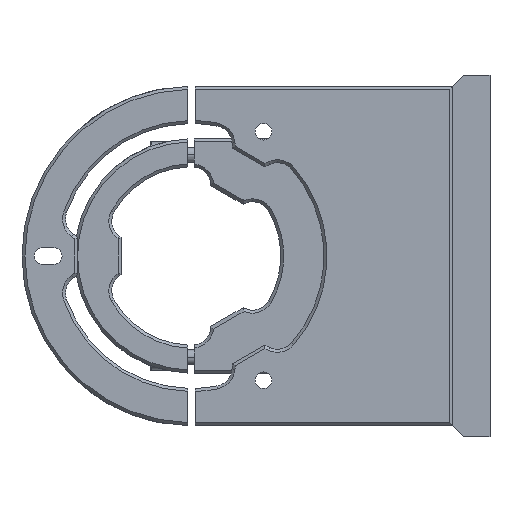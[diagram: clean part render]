
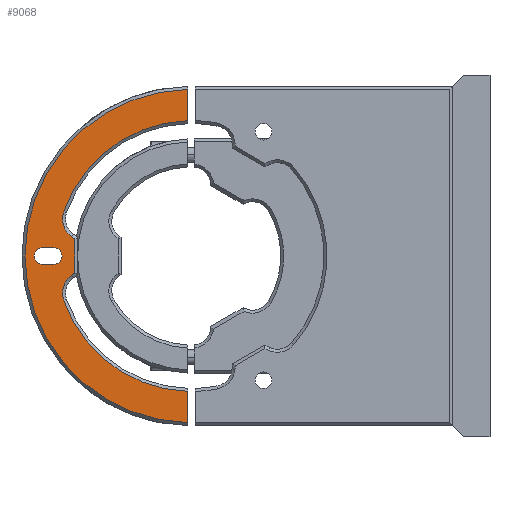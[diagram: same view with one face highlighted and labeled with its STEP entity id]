
A CAD part, left-side view. The second image highlights one B-rep face of the part: STEP entity #9068.
In plain terms, the highlighted planar face has unit normal (-1, 0, 0).
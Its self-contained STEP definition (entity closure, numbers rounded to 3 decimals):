
#77 = VECTOR ( 'NONE', #7031, 1000. ) ;
#95 = ORIENTED_EDGE ( 'NONE', *, *, #4006, .T. ) ;
#102 = VERTEX_POINT ( 'NONE', #7505 ) ;
#205 = VERTEX_POINT ( 'NONE', #8443 ) ;
#254 = DIRECTION ( 'NONE',  ( 1., 0., 0. ) ) ;
#259 = AXIS2_PLACEMENT_3D ( 'NONE', #2860, #1231, #7552 ) ;
#306 = CARTESIAN_POINT ( 'NONE',  ( 0., 37.773, 4.584 ) ) ;
#587 = CARTESIAN_POINT ( 'NONE',  ( 0., 46.473, 2.25 ) ) ;
#600 = CARTESIAN_POINT ( 'NONE',  ( 0., 46.473, -2.25 ) ) ;
#711 = CARTESIAN_POINT ( 'NONE',  ( 0., 43.473, 0. ) ) ;
#785 = CIRCLE ( 'NONE', #1620, 36.3 ) ;
#829 = CARTESIAN_POINT ( 'NONE',  ( 0., 40.792, 11.828 ) ) ;
#928 = VECTOR ( 'NONE', #1294, 1000. ) ;
#974 = CARTESIAN_POINT ( 'NONE',  ( 0., 7.473, -36.286 ) ) ;
#1103 = LINE ( 'NONE', #5661, #6871 ) ;
#1130 = VERTEX_POINT ( 'NONE', #8502 ) ;
#1231 = DIRECTION ( 'NONE',  ( 1., 0., 0. ) ) ;
#1294 = DIRECTION ( 'NONE',  ( 0., 0., 1. ) ) ;
#1357 = CARTESIAN_POINT ( 'NONE',  ( 0., 7.473, 66.927 ) ) ;
#1445 = DIRECTION ( 'NONE',  ( -1., 0., 0. ) ) ;
#1474 = CARTESIAN_POINT ( 'NONE',  ( 0., 46.473, 0. ) ) ;
#1570 = EDGE_CURVE ( 'NONE', #7907, #5103, #1749, .T. ) ;
#1576 = DIRECTION ( 'NONE',  ( -1., 0., 0. ) ) ;
#1620 = AXIS2_PLACEMENT_3D ( 'NONE', #5390, #9440, #6133 ) ;
#1682 = AXIS2_PLACEMENT_3D ( 'NONE', #5050, #7330, #6560 ) ;
#1701 = CIRCLE ( 'NONE', #9701, 36.3 ) ;
#1742 = ORIENTED_EDGE ( 'NONE', *, *, #7733, .T. ) ;
#1749 = LINE ( 'NONE', #9890, #8344 ) ;
#1775 = FACE_OUTER_BOUND ( 'NONE', #7220, .T. ) ;
#1853 = EDGE_CURVE ( 'NONE', #102, #3476, #6702, .T. ) ;
#1873 = VECTOR ( 'NONE', #5170, 1000. ) ;
#1948 = EDGE_CURVE ( 'NONE', #2480, #3977, #1103, .T. ) ;
#2009 = CARTESIAN_POINT ( 'NONE',  ( 0., 43.473, 2.25 ) ) ;
#2096 = ORIENTED_EDGE ( 'NONE', *, *, #9883, .T. ) ;
#2154 = CARTESIAN_POINT ( 'NONE',  ( 0., 6.473, 0. ) ) ;
#2372 = ORIENTED_EDGE ( 'NONE', *, *, #3764, .T. ) ;
#2480 = VERTEX_POINT ( 'NONE', #3511 ) ;
#2761 = CARTESIAN_POINT ( 'NONE',  ( 0., 37.432, -4.345 ) ) ;
#2821 = LINE ( 'NONE', #2975, #928 ) ;
#2860 = CARTESIAN_POINT ( 'NONE',  ( 0., 35.309, 9.938 ) ) ;
#2945 = VERTEX_POINT ( 'NONE', #6985 ) ;
#2972 = ORIENTED_EDGE ( 'NONE', *, *, #8311, .T. ) ;
#2975 = CARTESIAN_POINT ( 'NONE',  ( 0., 37.773, 5. ) ) ;
#3016 = DIRECTION ( 'NONE',  ( 0., 0., -1. ) ) ;
#3030 = AXIS2_PLACEMENT_3D ( 'NONE', #1474, #1576, #9350 ) ;
#3151 = DIRECTION ( 'NONE',  ( 0., 1., 0. ) ) ;
#3201 = VERTEX_POINT ( 'NONE', #2009 ) ;
#3316 = ORIENTED_EDGE ( 'NONE', *, *, #1948, .T. ) ;
#3476 = VERTEX_POINT ( 'NONE', #8878 ) ;
#3511 = CARTESIAN_POINT ( 'NONE',  ( 0., 7.473, -44.689 ) ) ;
#3764 = EDGE_CURVE ( 'NONE', #3977, #1130, #1701, .T. ) ;
#3779 = ORIENTED_EDGE ( 'NONE', *, *, #1570, .T. ) ;
#3894 = LINE ( 'NONE', #587, #6698 ) ;
#3977 = VERTEX_POINT ( 'NONE', #974 ) ;
#3982 = CARTESIAN_POINT ( 'NONE',  ( 0., 37.773, -4.584 ) ) ;
#4006 = EDGE_CURVE ( 'NONE', #2945, #6682, #5844, .T. ) ;
#4071 = ORIENTED_EDGE ( 'NONE', *, *, #7663, .T. ) ;
#4072 = CARTESIAN_POINT ( 'NONE',  ( 0., 6.473, 0. ) ) ;
#4120 = ORIENTED_EDGE ( 'NONE', *, *, #10062, .F. ) ;
#4187 = PLANE ( 'NONE',  #4283 ) ;
#4251 = CIRCLE ( 'NONE', #10069, 2.25 ) ;
#4283 = AXIS2_PLACEMENT_3D ( 'NONE', #6481, #254, #4295 ) ;
#4295 = DIRECTION ( 'NONE',  ( 0., 0., -1. ) ) ;
#4416 = CIRCLE ( 'NONE', #9723, 44.7 ) ;
#4522 = VERTEX_POINT ( 'NONE', #5205 ) ;
#4587 = LINE ( 'NONE', #600, #77 ) ;
#4644 = VECTOR ( 'NONE', #4765, 1000. ) ;
#4765 = DIRECTION ( 'NONE',  ( 0., 0., 1. ) ) ;
#4836 = ORIENTED_EDGE ( 'NONE', *, *, #9250, .T. ) ;
#4956 = DIRECTION ( 'NONE',  ( -1., 0., 0. ) ) ;
#5005 = ORIENTED_EDGE ( 'NONE', *, *, #5210, .T. ) ;
#5048 = EDGE_CURVE ( 'NONE', #205, #3201, #4251, .T. ) ;
#5050 = CARTESIAN_POINT ( 'NONE',  ( 0., 35.309, -9.938 ) ) ;
#5103 = VERTEX_POINT ( 'NONE', #8539 ) ;
#5170 = DIRECTION ( 'NONE',  ( 0., -0.819, 0.574 ) ) ;
#5205 = CARTESIAN_POINT ( 'NONE',  ( 0., 7.473, 36.286 ) ) ;
#5210 = EDGE_CURVE ( 'NONE', #9623, #2480, #4416, .T. ) ;
#5390 = CARTESIAN_POINT ( 'NONE',  ( 0., 6.473, 0. ) ) ;
#5661 = CARTESIAN_POINT ( 'NONE',  ( 0., 7.473, 66.927 ) ) ;
#5844 = LINE ( 'NONE', #2761, #1873 ) ;
#6133 = DIRECTION ( 'NONE',  ( 0., 0., -1. ) ) ;
#6481 = CARTESIAN_POINT ( 'NONE',  ( 0., 6.473, 0. ) ) ;
#6560 = DIRECTION ( 'NONE',  ( 0., 0., -1. ) ) ;
#6584 = EDGE_LOOP ( 'NONE', ( #8717, #7273, #4120, #7479 ) ) ;
#6682 = VERTEX_POINT ( 'NONE', #3982 ) ;
#6698 = VECTOR ( 'NONE', #3151, 1000. ) ;
#6702 = CIRCLE ( 'NONE', #3030, 2.25 ) ;
#6871 = VECTOR ( 'NONE', #8098, 1000. ) ;
#6985 = CARTESIAN_POINT ( 'NONE',  ( 0., 38.635, -5.187 ) ) ;
#7031 = DIRECTION ( 'NONE',  ( 0., -1., 0. ) ) ;
#7220 = EDGE_LOOP ( 'NONE', ( #5005, #3316, #2372, #2096, #95, #4836, #3779, #2972, #4071, #1742 ) ) ;
#7263 = CIRCLE ( 'NONE', #259, 5.8 ) ;
#7273 = ORIENTED_EDGE ( 'NONE', *, *, #1853, .F. ) ;
#7330 = DIRECTION ( 'NONE',  ( 1., 0., 0. ) ) ;
#7339 = DIRECTION ( 'NONE',  ( 0., 0., -1. ) ) ;
#7479 = ORIENTED_EDGE ( 'NONE', *, *, #5048, .F. ) ;
#7505 = CARTESIAN_POINT ( 'NONE',  ( 0., 46.473, 2.25 ) ) ;
#7552 = DIRECTION ( 'NONE',  ( 0., 0., -1. ) ) ;
#7663 = EDGE_CURVE ( 'NONE', #7870, #4522, #785, .T. ) ;
#7670 = DIRECTION ( 'NONE',  ( 0., 0., -1. ) ) ;
#7733 = EDGE_CURVE ( 'NONE', #4522, #9623, #9488, .T. ) ;
#7870 = VERTEX_POINT ( 'NONE', #829 ) ;
#7907 = VERTEX_POINT ( 'NONE', #306 ) ;
#8098 = DIRECTION ( 'NONE',  ( 0., 0., 1. ) ) ;
#8178 = FACE_BOUND ( 'NONE', #6584, .T. ) ;
#8311 = EDGE_CURVE ( 'NONE', #5103, #7870, #7263, .T. ) ;
#8344 = VECTOR ( 'NONE', #9053, 1000. ) ;
#8443 = CARTESIAN_POINT ( 'NONE',  ( 0., 43.473, -2.25 ) ) ;
#8502 = CARTESIAN_POINT ( 'NONE',  ( 0., 40.792, -11.828 ) ) ;
#8503 = EDGE_CURVE ( 'NONE', #3476, #205, #4587, .T. ) ;
#8539 = CARTESIAN_POINT ( 'NONE',  ( 0., 38.635, 5.187 ) ) ;
#8554 = DIRECTION ( 'NONE',  ( 1., 0., 0. ) ) ;
#8717 = ORIENTED_EDGE ( 'NONE', *, *, #8503, .F. ) ;
#8878 = CARTESIAN_POINT ( 'NONE',  ( 0., 46.473, -2.25 ) ) ;
#9053 = DIRECTION ( 'NONE',  ( 0., 0.819, 0.574 ) ) ;
#9068 = ADVANCED_FACE ( 'NONE', ( #8178, #1775 ), #4187, .F. ) ;
#9250 = EDGE_CURVE ( 'NONE', #6682, #7907, #2821, .T. ) ;
#9343 = CIRCLE ( 'NONE', #1682, 5.8 ) ;
#9350 = DIRECTION ( 'NONE',  ( 0., 0., -1. ) ) ;
#9360 = CARTESIAN_POINT ( 'NONE',  ( 0., 7.473, 44.689 ) ) ;
#9440 = DIRECTION ( 'NONE',  ( 1., 0., 0. ) ) ;
#9488 = LINE ( 'NONE', #1357, #4644 ) ;
#9623 = VERTEX_POINT ( 'NONE', #9360 ) ;
#9701 = AXIS2_PLACEMENT_3D ( 'NONE', #2154, #8554, #7670 ) ;
#9723 = AXIS2_PLACEMENT_3D ( 'NONE', #4072, #4956, #7339 ) ;
#9883 = EDGE_CURVE ( 'NONE', #1130, #2945, #9343, .T. ) ;
#9890 = CARTESIAN_POINT ( 'NONE',  ( 0., 38.635, 5.187 ) ) ;
#10062 = EDGE_CURVE ( 'NONE', #3201, #102, #3894, .T. ) ;
#10069 = AXIS2_PLACEMENT_3D ( 'NONE', #711, #1445, #3016 ) ;
